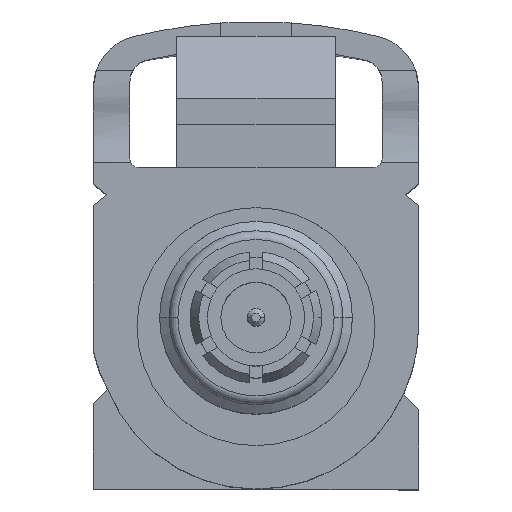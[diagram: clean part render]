
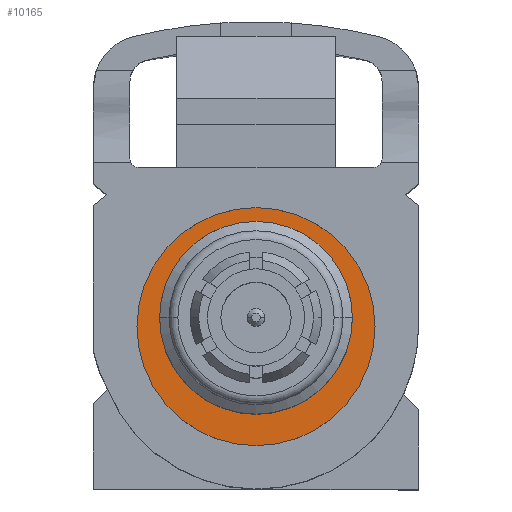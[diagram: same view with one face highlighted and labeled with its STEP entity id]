
A CAD part, top view. The second image highlights one B-rep face of the part: STEP entity #10165.
In plain terms, the highlighted face is planar.
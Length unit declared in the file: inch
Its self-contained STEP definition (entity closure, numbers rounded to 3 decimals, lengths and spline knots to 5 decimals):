
#14 = CARTESIAN_POINT ( 'NONE',  ( 0.0955, 0., -0.60165 ) ) ;
#258 = PLANE ( 'NONE',  #3556 ) ;
#347 = DIRECTION ( 'NONE',  ( -1., 0., 0. ) ) ;
#372 = EDGE_LOOP ( 'NONE', ( #9506, #9972 ) ) ;
#865 = CIRCLE ( 'NONE', #5424, 0.0955 ) ;
#1023 = DIRECTION ( 'NONE',  ( -1., 0., 0. ) ) ;
#1268 = DIRECTION ( 'NONE',  ( 0., 0., 1. ) ) ;
#1510 = VERTEX_POINT ( 'NONE', #6565 ) ;
#1537 = DIRECTION ( 'NONE',  ( 1., 0., 0. ) ) ;
#2569 = DIRECTION ( 'NONE',  ( 0., 0., -1. ) ) ;
#2636 = CARTESIAN_POINT ( 'NONE',  ( 0., 0., -0.60165 ) ) ;
#2885 = DIRECTION ( 'NONE',  ( -1., 0., 0. ) ) ;
#3330 = EDGE_CURVE ( 'NONE', #1510, #4027, #865, .T. ) ;
#3556 = AXIS2_PLACEMENT_3D ( 'NONE', #3865, #8805, #2885 ) ;
#3595 = DIRECTION ( 'NONE',  ( 1., 0., 0. ) ) ;
#3865 = CARTESIAN_POINT ( 'NONE',  ( 0., 0., -0.60165 ) ) ;
#4027 = VERTEX_POINT ( 'NONE', #14 ) ;
#4484 = AXIS2_PLACEMENT_3D ( 'NONE', #2636, #2569, #347 ) ;
#4515 = AXIS2_PLACEMENT_3D ( 'NONE', #11723, #1268, #3595 ) ;
#4859 = EDGE_LOOP ( 'NONE', ( #8225, #11399 ) ) ;
#5424 = AXIS2_PLACEMENT_3D ( 'NONE', #5960, #10835, #1537 ) ;
#5960 = CARTESIAN_POINT ( 'NONE',  ( 0., 0., -0.60165 ) ) ;
#6036 = EDGE_CURVE ( 'NONE', #10463, #12570, #12281, .T. ) ;
#6190 = CARTESIAN_POINT ( 'NONE',  ( 0., 0., -0.60165 ) ) ;
#6491 = FACE_OUTER_BOUND ( 'NONE', #372, .T. ) ;
#6565 = CARTESIAN_POINT ( 'NONE',  ( -0.0955, 0., -0.60165 ) ) ;
#6624 = FACE_BOUND ( 'NONE', #4859, .T. ) ;
#6675 = CARTESIAN_POINT ( 'NONE',  ( -0.1355, 0., -0.60165 ) ) ;
#7127 = EDGE_CURVE ( 'NONE', #4027, #1510, #10162, .T. ) ;
#7926 = EDGE_CURVE ( 'NONE', #12570, #10463, #13197, .T. ) ;
#8225 = ORIENTED_EDGE ( 'NONE', *, *, #7127, .T. ) ;
#8805 = DIRECTION ( 'NONE',  ( 0., 0., -1. ) ) ;
#9506 = ORIENTED_EDGE ( 'NONE', *, *, #7926, .T. ) ;
#9972 = ORIENTED_EDGE ( 'NONE', *, *, #6036, .T. ) ;
#10162 = CIRCLE ( 'NONE', #4515, 0.0955 ) ;
#10165 = ADVANCED_FACE ( 'NONE', ( #6624, #6491 ), #258, .T. ) ;
#10463 = VERTEX_POINT ( 'NONE', #6675 ) ;
#10835 = DIRECTION ( 'NONE',  ( 0., 0., 1. ) ) ;
#11399 = ORIENTED_EDGE ( 'NONE', *, *, #3330, .T. ) ;
#11416 = DIRECTION ( 'NONE',  ( 0., 0., -1. ) ) ;
#11723 = CARTESIAN_POINT ( 'NONE',  ( 0., 0., -0.60165 ) ) ;
#11985 = CARTESIAN_POINT ( 'NONE',  ( 0.1355, 0., -0.60165 ) ) ;
#12281 = CIRCLE ( 'NONE', #4484, 0.1355 ) ;
#12570 = VERTEX_POINT ( 'NONE', #11985 ) ;
#12756 = AXIS2_PLACEMENT_3D ( 'NONE', #6190, #11416, #1023 ) ;
#13197 = CIRCLE ( 'NONE', #12756, 0.1355 ) ;
